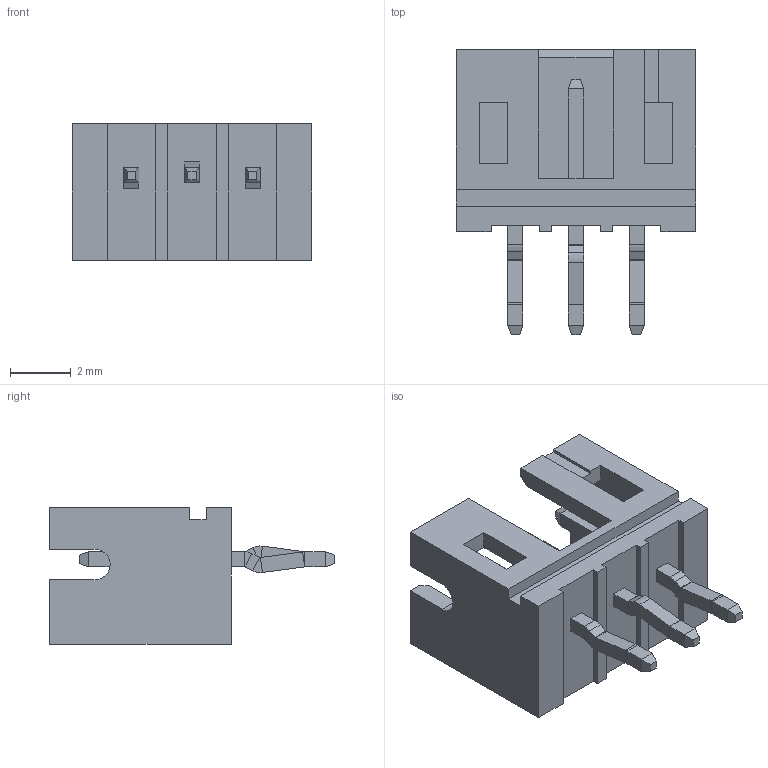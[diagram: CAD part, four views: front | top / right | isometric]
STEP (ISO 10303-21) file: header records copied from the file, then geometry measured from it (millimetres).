
FILE_DESCRIPTION (( 'STEP AP214' ), '1' );
FILE_NAME ('B3B-PH-K-S.STEP', '2023-12-02T09:51:47', ( '' ), ( '' ), 'SwSTEP 2.0', 'SolidWorks 2021', '' );
FILE_SCHEMA (( 'AUTOMOTIVE_DESIGN' ));
Length unit declared in the file: millimetre
Products named in the file (3): body_3; pin; B3B-PH-K-S
Assembly tree (4 placements, depth 2):
  B3B-PH-K-S
    body_3
    pin  x3
Bounding box: 7.9 x 9.4 x 4.5 mm (x, y, z)
Volume: 102.5 mm3; surface area: 352.2 mm2
Topology: 4 solids, 4 shells, 181 faces, 422 edges, 248 vertices
Faces by surface type: plane 161, cylinder 20
Entity records: 3238 total; most frequent: CARTESIAN_POINT 550, ORIENTED_EDGE 540, DIRECTION 510, EDGE_CURVE 270, VECTOR 254, LINE 254, VERTEX_POINT 168, AXIS2_PLACEMENT_3D 128
